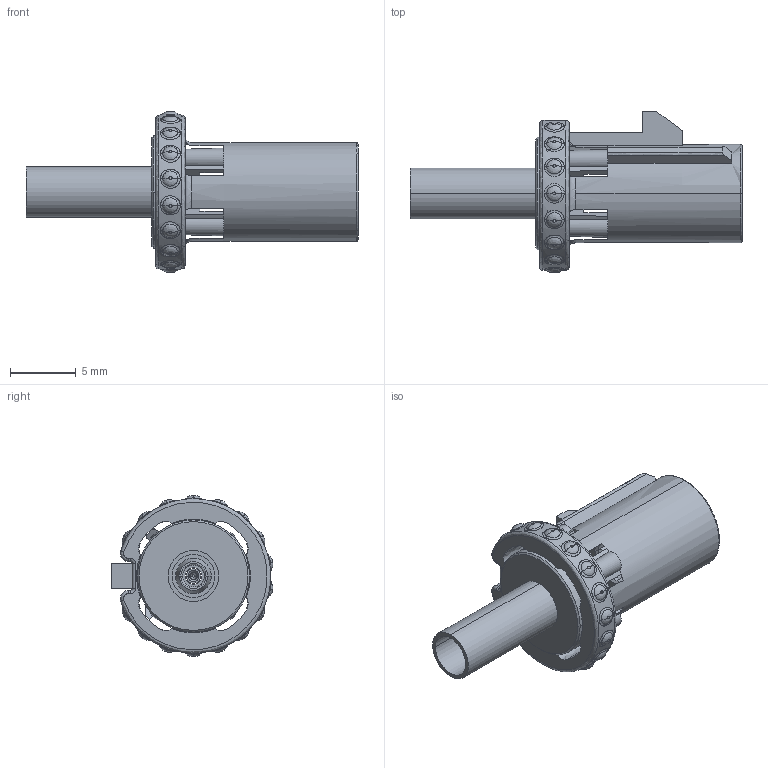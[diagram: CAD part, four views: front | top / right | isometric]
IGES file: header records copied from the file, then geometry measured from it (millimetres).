
Start section:  PTC IGES file: 2fa1-nasp-c01-1.igs
Global section: file name: 2fa1-nasp-c01-1.igs; native system: Pro/ENGINEER by Parametric Technology Corporation; preprocessor: 2008010; author: rkarthik; organization: Unknown; date: 20100804.143824; units: inch
Bounding box: 25.17 x 12.27 x 12.19 mm (x, y, z)
Surface area: 1341.8 mm2 (no closed solid volume)
Topology: 0 solids, 0 shells, 209 faces, 1080 edges, 1080 vertices
Faces by surface type: bspline 113, revolution 96
